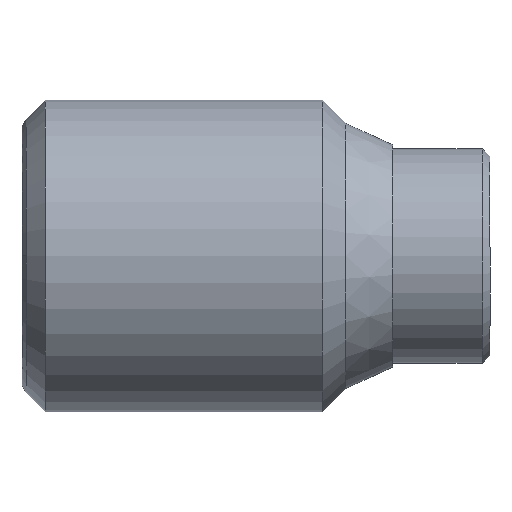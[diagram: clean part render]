
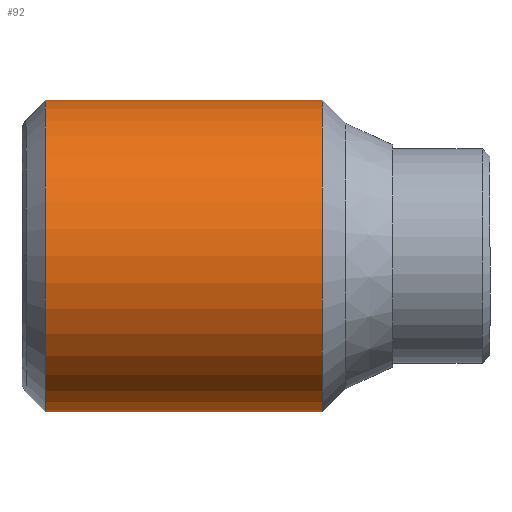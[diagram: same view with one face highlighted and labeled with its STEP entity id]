
A CAD part, top view. The second image highlights one B-rep face of the part: STEP entity #92.
In plain terms, the highlighted cylindrical face has radius 4 mm (diameter 8 mm), a partial arc.
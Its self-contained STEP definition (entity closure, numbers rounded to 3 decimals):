
#92=ADVANCED_FACE('',(#182),#183,.T.);
#182=FACE_OUTER_BOUND('',#267,.T.);
#183=CYLINDRICAL_SURFACE('',#268,4.0);
#267=EDGE_LOOP('',(#455,#456,#457,#458));
#268=AXIS2_PLACEMENT_3D('',#459,#460,#461);
#455=ORIENTED_EDGE('',*,*,#508,.T.);
#456=ORIENTED_EDGE('',*,*,#571,.F.);
#457=ORIENTED_EDGE('',*,*,#510,.T.);
#458=ORIENTED_EDGE('',*,*,#569,.T.);
#459=CARTESIAN_POINT('',(-7.85,0.,0.));
#460=DIRECTION('',(-1.0,0.,0.));
#461=DIRECTION('',(0.,1.0,0.));
#508=EDGE_CURVE('',#601,#590,#602,.T.);
#510=EDGE_CURVE('',#593,#603,#605,.T.);
#569=EDGE_CURVE('',#603,#601,#686,.T.);
#571=EDGE_CURVE('',#593,#590,#688,.T.);
#590=VERTEX_POINT('',#745);
#593=VERTEX_POINT('',#749);
#601=VERTEX_POINT('',#758);
#602=LINE('',#759,#760);
#603=VERTEX_POINT('',#761);
#605=LINE('',#763,#764);
#686=CIRCLE('',#903,4.0);
#688=CIRCLE('',#905,4.0);
#745=CARTESIAN_POINT('',(-11.4,4.,0.));
#749=CARTESIAN_POINT('',(-11.4,-4.,0.));
#758=CARTESIAN_POINT('',(-4.3,4.,0.));
#759=CARTESIAN_POINT('',(-7.85,4.,0.));
#760=VECTOR('',#923,1.0);
#761=CARTESIAN_POINT('',(-4.3,-4.,0.));
#763=CARTESIAN_POINT('',(-7.85,-4.,0.));
#764=VECTOR('',#927,1.0);
#903=AXIS2_PLACEMENT_3D('',#992,#993,#994);
#905=AXIS2_PLACEMENT_3D('',#995,#996,#997);
#923=DIRECTION('',(-1.0,0.,0.));
#927=DIRECTION('',(1.0,0.,0.));
#992=CARTESIAN_POINT('',(-4.3,0.,0.));
#993=DIRECTION('',(-1.0,0.,0.));
#994=DIRECTION('',(0.,1.0,0.));
#995=CARTESIAN_POINT('',(-11.4,0.,0.));
#996=DIRECTION('',(-1.0,0.,0.));
#997=DIRECTION('',(0.,1.0,0.));
